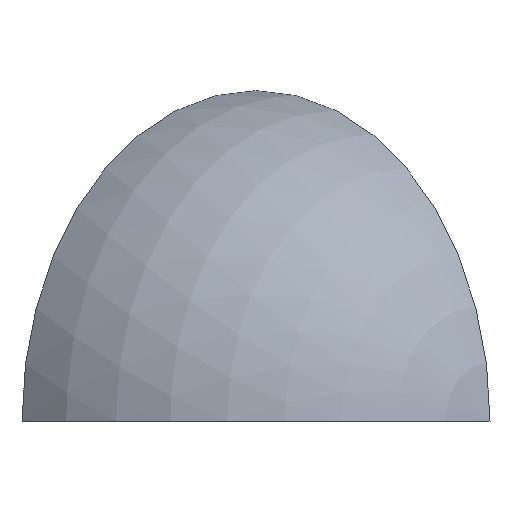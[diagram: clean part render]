
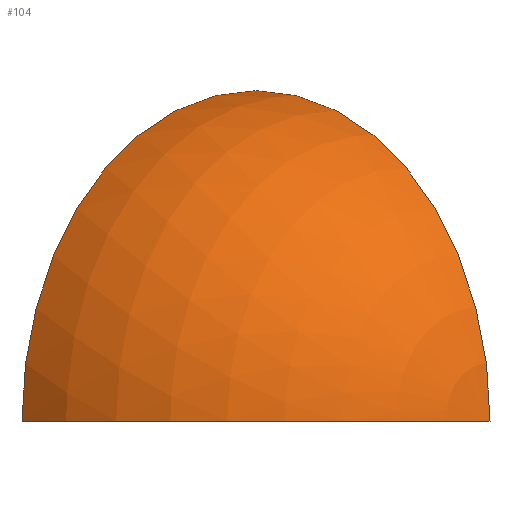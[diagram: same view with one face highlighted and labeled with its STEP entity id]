
A CAD part, top view. The second image highlights one B-rep face of the part: STEP entity #104.
In plain terms, the highlighted spherical face has radius 51.994 mm.
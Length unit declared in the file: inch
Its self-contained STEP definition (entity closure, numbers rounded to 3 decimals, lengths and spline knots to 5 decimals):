
#5 = AXIS2_PLACEMENT_3D ( 'NONE', #74, #206, #109 ) ;
#26 = DIRECTION ( 'NONE',  ( -0.707, 0., 0.707 ) ) ;
#29 = DIRECTION ( 'NONE',  ( 0., 1., 0. ) ) ;
#43 = CARTESIAN_POINT ( 'NONE',  ( -1.44745, -1.41421, 0.03323 ) ) ;
#44 = CARTESIAN_POINT ( 'NONE',  ( 0., -1.41421, -1.41421 ) ) ;
#48 = AXIS2_PLACEMENT_3D ( 'NONE', #44, #57, #122 ) ;
#57 = DIRECTION ( 'NONE',  ( 0.707, 0., -0.707 ) ) ;
#67 = EDGE_CURVE ( 'NONE', #158, #135, #103, .T. ) ;
#74 = CARTESIAN_POINT ( 'NONE',  ( 0., -1.41421, -1.41421 ) ) ;
#90 = DIRECTION ( 'NONE',  ( 0., 0., 1. ) ) ;
#103 = CIRCLE ( 'NONE', #48, 2.047 ) ;
#104 = ADVANCED_FACE ( 'NONE', ( #186 ), #173, .T. ) ;
#107 = CARTESIAN_POINT ( 'NONE',  ( 0., 0.63279, -1.41421 ) ) ;
#108 = AXIS2_PLACEMENT_3D ( 'NONE', #175, #203, #26 ) ;
#109 = DIRECTION ( 'NONE',  ( -0.707, 0., 0.707 ) ) ;
#115 = CIRCLE ( 'NONE', #108, 2.047 ) ;
#120 = VERTEX_POINT ( 'NONE', #43 ) ;
#122 = DIRECTION ( 'NONE',  ( 0.707, 0., 0.707 ) ) ;
#124 = CARTESIAN_POINT ( 'NONE',  ( 1.44745, -1.41421, 0.03323 ) ) ;
#126 = CIRCLE ( 'NONE', #145, 2.047 ) ;
#130 = EDGE_CURVE ( 'NONE', #158, #120, #115, .T. ) ;
#135 = VERTEX_POINT ( 'NONE', #124 ) ;
#136 = ORIENTED_EDGE ( 'NONE', *, *, #139, .T. ) ;
#139 = EDGE_CURVE ( 'NONE', #120, #135, #126, .T. ) ;
#145 = AXIS2_PLACEMENT_3D ( 'NONE', #174, #29, #90 ) ;
#158 = VERTEX_POINT ( 'NONE', #107 ) ;
#173 = SPHERICAL_SURFACE ( 'NONE', #5, 2.047 ) ;
#174 = CARTESIAN_POINT ( 'NONE',  ( 0., -1.41421, -1.41421 ) ) ;
#175 = CARTESIAN_POINT ( 'NONE',  ( 0., -1.41421, -1.41421 ) ) ;
#186 = FACE_OUTER_BOUND ( 'NONE', #196, .T. ) ;
#196 = EDGE_LOOP ( 'NONE', ( #198, #199, #136 ) ) ;
#198 = ORIENTED_EDGE ( 'NONE', *, *, #67, .F. ) ;
#199 = ORIENTED_EDGE ( 'NONE', *, *, #130, .T. ) ;
#203 = DIRECTION ( 'NONE',  ( 0.707, 0., 0.707 ) ) ;
#206 = DIRECTION ( 'NONE',  ( 0.707, 0., 0.707 ) ) ;
